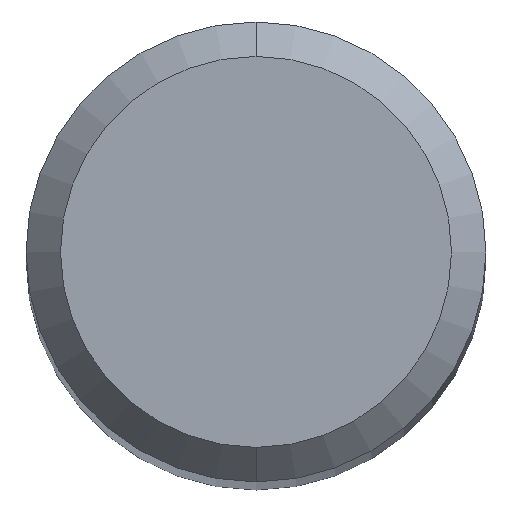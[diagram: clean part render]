
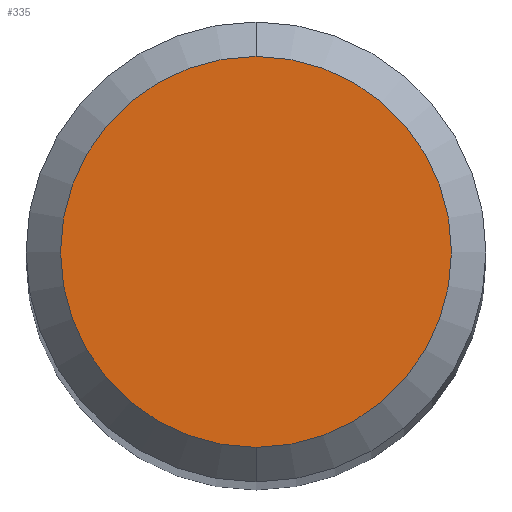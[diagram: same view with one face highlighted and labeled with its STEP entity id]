
A CAD part, top view. The second image highlights one B-rep face of the part: STEP entity #335.
In plain terms, the highlighted planar face has unit normal (0, 0, 1).
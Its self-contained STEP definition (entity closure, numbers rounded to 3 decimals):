
#209=VERTEX_POINT('',#527);
#229=EDGE_CURVE('',#209,#469,#549,.T.);
#335=ADVANCED_FACE('',(#669),#670,.T.);
#457=EDGE_CURVE('',#469,#209,#801,.T.);
#469=VERTEX_POINT('',#814);
#527=CARTESIAN_POINT('',(0.,-1.7,0.0));
#549=CIRCLE('',#916,1.7);
#669=FACE_OUTER_BOUND('',#1111,.T.);
#670=PLANE('',#1112);
#801=CIRCLE('',#1408,1.7);
#814=CARTESIAN_POINT('',(0.0,1.7,0.0));
#916=AXIS2_PLACEMENT_3D('',#1539,#1540,#1541);
#1111=EDGE_LOOP('',(#1700,#1701));
#1112=AXIS2_PLACEMENT_3D('',#1702,#1703,#1704);
#1408=AXIS2_PLACEMENT_3D('',#1830,#1831,#1832);
#1539=CARTESIAN_POINT('',(0.0,0.0,0.0));
#1540=DIRECTION('',(0.0,0.0,-1.0));
#1541=DIRECTION('',(0.0,1.0,0.0));
#1700=ORIENTED_EDGE('',*,*,#457,.F.);
#1701=ORIENTED_EDGE('',*,*,#229,.F.);
#1702=CARTESIAN_POINT('',(0.0,0.85,0.0));
#1703=DIRECTION('',(-0.0,0.0,1.0));
#1704=DIRECTION('',(0.0,-1.0,0.0));
#1830=CARTESIAN_POINT('',(0.0,0.0,0.0));
#1831=DIRECTION('',(0.0,0.0,-1.0));
#1832=DIRECTION('',(0.0,1.0,0.0));
